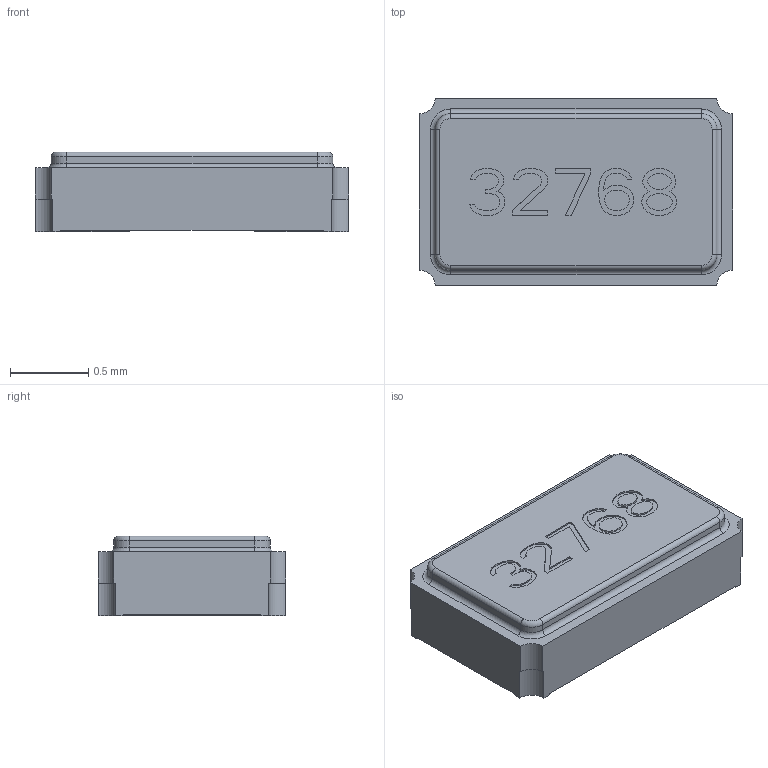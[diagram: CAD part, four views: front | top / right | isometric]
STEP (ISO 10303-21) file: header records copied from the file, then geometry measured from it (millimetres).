
FILE_DESCRIPTION((''),'2;1');
FILE_NAME('XSC2012','2018-03-26T21:10:30',('Kert'),(''),'CREO PARAMETRIC BY PTC INC, 2016390','CREO PARAMETRIC BY PTC INC, 2016390','');
FILE_SCHEMA(('AUTOMOTIVE_DESIGN { 1 0 10303 214 1 1 1 1 }'));
Length unit declared in the file: millimetre
Products named in the file (1): XSC2012
Bounding box: 2 x 1.2 x 0.51 mm (x, y, z)
Volume: 1.1 mm3; surface area: 7.8 mm2
Topology: 1 solids, 1 shells, 290 faces, 821 edges, 542 vertices
Faces by surface type: plane 262, cylinder 20, torus 8
Entity records: 12297 total; most frequent: CARTESIAN_POINT 1664, ORIENTED_EDGE 1642, DIRECTION 1462, PRESENTATION_STYLE_ASSIGNMENT 862, STYLED_ITEM 822, CURVE_STYLE 821, EDGE_CURVE 821, VECTOR 773
